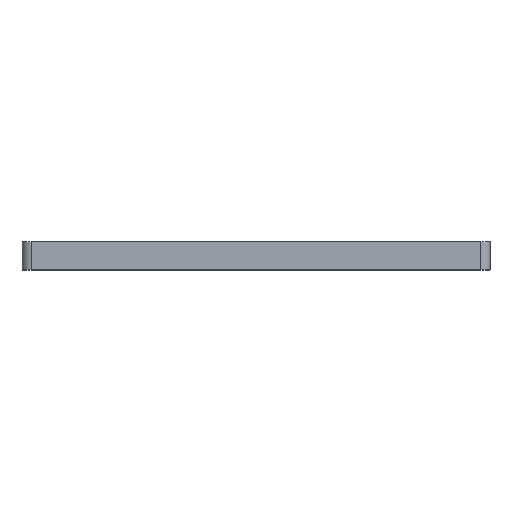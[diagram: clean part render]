
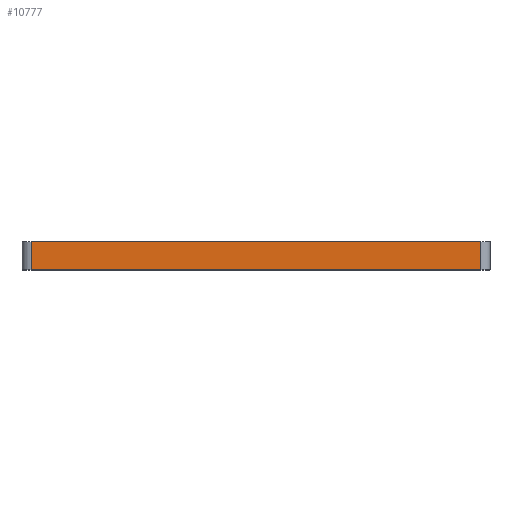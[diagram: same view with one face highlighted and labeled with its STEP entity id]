
A CAD part, top view. The second image highlights one B-rep face of the part: STEP entity #10777.
In plain terms, the highlighted planar face has unit normal (0, 0, 1).
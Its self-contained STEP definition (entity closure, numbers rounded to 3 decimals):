
#310 = VERTEX_POINT ( 'NONE', #444 ) ;
#444 = CARTESIAN_POINT ( 'NONE',  ( -48., 0., 50. ) ) ;
#1545 = DIRECTION ( 'NONE',  ( 1., 0., 0. ) ) ;
#2254 = EDGE_CURVE ( 'NONE', #2322, #3434, #8313, .T. ) ;
#2322 = VERTEX_POINT ( 'NONE', #8424 ) ;
#2838 = DIRECTION ( 'NONE',  ( 0., 0., -1. ) ) ;
#3148 = CARTESIAN_POINT ( 'NONE',  ( 48., 6., 50. ) ) ;
#3243 = CARTESIAN_POINT ( 'NONE',  ( 48., 0., 50. ) ) ;
#3434 = VERTEX_POINT ( 'NONE', #3148 ) ;
#3740 = EDGE_CURVE ( 'NONE', #310, #5197, #5912, .T. ) ;
#5197 = VERTEX_POINT ( 'NONE', #3243 ) ;
#5240 = CARTESIAN_POINT ( 'NONE',  ( -50., 6., 50. ) ) ;
#5586 = EDGE_LOOP ( 'NONE', ( #14270, #5905, #12209, #6649 ) ) ;
#5892 = VECTOR ( 'NONE', #12077, 1000. ) ;
#5901 = EDGE_CURVE ( 'NONE', #2322, #310, #9861, .T. ) ;
#5905 = ORIENTED_EDGE ( 'NONE', *, *, #5901, .T. ) ;
#5912 = LINE ( 'NONE', #10408, #7122 ) ;
#6264 = VECTOR ( 'NONE', #1545, 1000. ) ;
#6288 = DIRECTION ( 'NONE',  ( 1., 0., 0. ) ) ;
#6391 = FACE_OUTER_BOUND ( 'NONE', #5586, .T. ) ;
#6649 = ORIENTED_EDGE ( 'NONE', *, *, #12012, .T. ) ;
#7122 = VECTOR ( 'NONE', #6288, 1000. ) ;
#7329 = AXIS2_PLACEMENT_3D ( 'NONE', #5240, #2838, #12812 ) ;
#7891 = DIRECTION ( 'NONE',  ( 0., 1., 0. ) ) ;
#8313 = LINE ( 'NONE', #9244, #6264 ) ;
#8398 = PLANE ( 'NONE',  #7329 ) ;
#8424 = CARTESIAN_POINT ( 'NONE',  ( -48., 6., 50. ) ) ;
#8723 = CARTESIAN_POINT ( 'NONE',  ( -48., 6., 50. ) ) ;
#9048 = CARTESIAN_POINT ( 'NONE',  ( 48., 6., 50. ) ) ;
#9112 = LINE ( 'NONE', #9048, #10304 ) ;
#9244 = CARTESIAN_POINT ( 'NONE',  ( -50., 6., 50. ) ) ;
#9861 = LINE ( 'NONE', #8723, #5892 ) ;
#10304 = VECTOR ( 'NONE', #7891, 1000. ) ;
#10408 = CARTESIAN_POINT ( 'NONE',  ( -50., 0., 50. ) ) ;
#10777 = ADVANCED_FACE ( 'NONE', ( #6391 ), #8398, .F. ) ;
#12012 = EDGE_CURVE ( 'NONE', #5197, #3434, #9112, .T. ) ;
#12077 = DIRECTION ( 'NONE',  ( 0., -1., 0. ) ) ;
#12209 = ORIENTED_EDGE ( 'NONE', *, *, #3740, .T. ) ;
#12812 = DIRECTION ( 'NONE',  ( -1., 0., 0. ) ) ;
#14270 = ORIENTED_EDGE ( 'NONE', *, *, #2254, .F. ) ;
